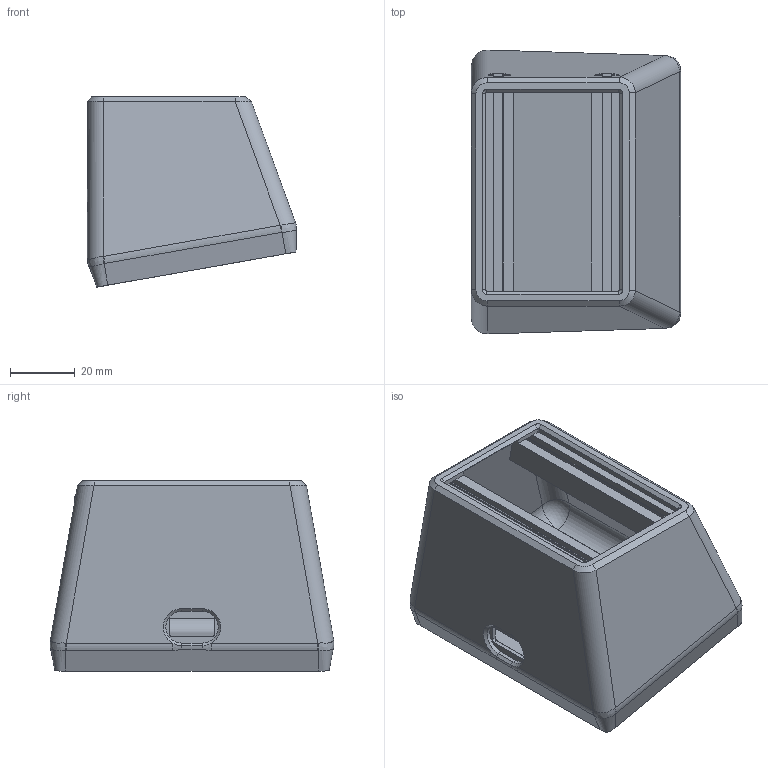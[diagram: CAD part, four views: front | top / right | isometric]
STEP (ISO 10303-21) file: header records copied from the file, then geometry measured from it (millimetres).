
FILE_DESCRIPTION(('FreeCAD Model'),'2;1');
FILE_NAME('Open CASCADE Shape Model','2024-08-20T20:25:20',('Author'),( ''),'Open CASCADE STEP processor 7.6','FreeCAD','Unknown');
FILE_SCHEMA(('AUTOMOTIVE_DESIGN { 1 0 10303 214 1 1 1 1 }'));
Length unit declared in the file: millimetre
Products named in the file (6): Part; Body; Sup; Body002; Body003; Body004
Assembly tree (5 placements, depth 2):
  Part
    Body
    Sup
    Body002
    Body003
    Body004
Bounding box: 64.77 x 87.95 x 58.89 mm (x, y, z)
Volume: 70443.8 mm3; surface area: 43283.6 mm2
Topology: 5 solids, 5 shells, 223 faces, 536 edges, 322 vertices
Faces by surface type: plane 145, cylinder 33, bspline 25, cone 16, sphere 4
Full cylindrical faces by diameter (mm): 14 x4
Entity records: 12347 total; most frequent: CARTESIAN_POINT 7290, ORIENTED_EDGE 1064, DIRECTION 942, EDGE_CURVE 532, LINE 394, VECTOR 394, VERTEX_POINT 322, AXIS2_PLACEMENT_3D 274
